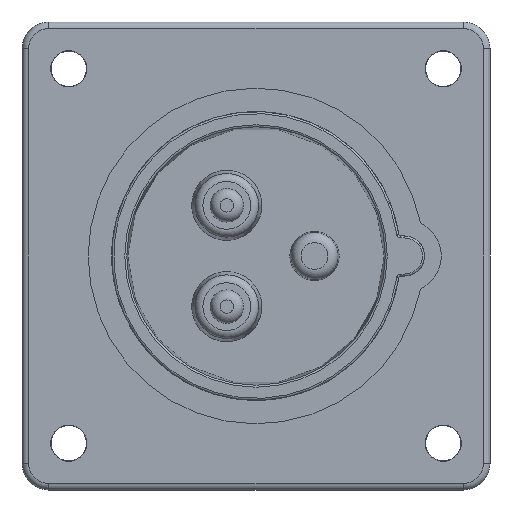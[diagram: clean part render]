
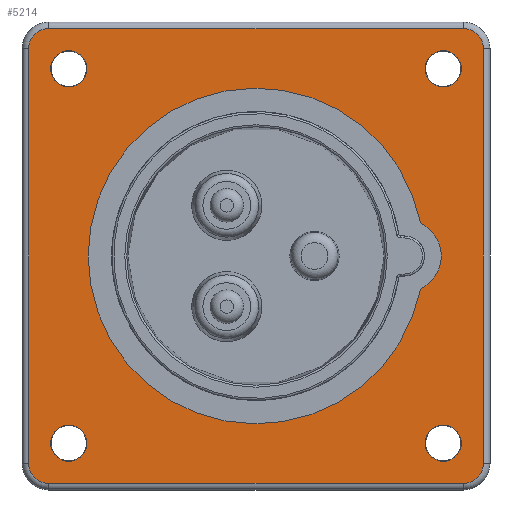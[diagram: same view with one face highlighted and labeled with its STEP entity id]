
A CAD part, front view. The second image highlights one B-rep face of the part: STEP entity #5214.
In plain terms, the highlighted planar face has unit normal (0, -1, 0).
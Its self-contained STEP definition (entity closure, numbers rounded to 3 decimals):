
#28 = ORIENTED_EDGE ( 'NONE', *, *, #17444, .T. ) ;
#387 = EDGE_CURVE ( 'NONE', #7684, #2368, #3655, .T. ) ;
#673 = EDGE_LOOP ( 'NONE', ( #17425 ) ) ;
#811 = CARTESIAN_POINT ( 'NONE',  ( 0., -2.6, 0. ) ) ;
#1028 = CIRCLE ( 'NONE', #19450, 2.71 ) ;
#1170 = CARTESIAN_POINT ( 'NONE',  ( -28., -2.6, -28. ) ) ;
#1498 = CARTESIAN_POINT ( 'NONE',  ( -31., -2.6, -31. ) ) ;
#1962 = EDGE_LOOP ( 'NONE', ( #12285 ) ) ;
#2096 = EDGE_CURVE ( 'NONE', #2494, #2494, #1028, .T. ) ;
#2210 = ORIENTED_EDGE ( 'NONE', *, *, #12863, .T. ) ;
#2314 = DIRECTION ( 'NONE',  ( 1., 0., 0. ) ) ;
#2368 = VERTEX_POINT ( 'NONE', #17377 ) ;
#2494 = VERTEX_POINT ( 'NONE', #3266 ) ;
#2508 = CARTESIAN_POINT ( 'NONE',  ( -31., -2.6, 34. ) ) ;
#2573 = CARTESIAN_POINT ( 'NONE',  ( -31., -2.6, 31. ) ) ;
#2674 = DIRECTION ( 'NONE',  ( 1., 0., 0. ) ) ;
#2839 = ORIENTED_EDGE ( 'NONE', *, *, #387, .F. ) ;
#2845 = DIRECTION ( 'NONE',  ( 0., -1., 0. ) ) ;
#3000 = DIRECTION ( 'NONE',  ( 1., 0., 0. ) ) ;
#3011 = FACE_BOUND ( 'NONE', #18690, .T. ) ;
#3266 = CARTESIAN_POINT ( 'NONE',  ( 30.71, -2.6, 28. ) ) ;
#3313 = CARTESIAN_POINT ( 'NONE',  ( -25.1, -2.6, 34. ) ) ;
#3320 = LINE ( 'NONE', #9894, #13993 ) ;
#3480 = FACE_BOUND ( 'NONE', #673, .T. ) ;
#3481 = CARTESIAN_POINT ( 'NONE',  ( 31., -2.6, 34. ) ) ;
#3655 = CIRCLE ( 'NONE', #13266, 25.1 ) ;
#3955 = AXIS2_PLACEMENT_3D ( 'NONE', #15329, #6255, #16836 ) ;
#4107 = DIRECTION ( 'NONE',  ( 1., 0., 0. ) ) ;
#4422 = AXIS2_PLACEMENT_3D ( 'NONE', #2573, #13187, #4107 ) ;
#4725 = EDGE_CURVE ( 'NONE', #16715, #16715, #11327, .T. ) ;
#4852 = DIRECTION ( 'NONE',  ( -1., 0., 0. ) ) ;
#4903 = CIRCLE ( 'NONE', #13878, 3. ) ;
#4978 = VERTEX_POINT ( 'NONE', #19305 ) ;
#5118 = CARTESIAN_POINT ( 'NONE',  ( 28., -2.6, -28. ) ) ;
#5214 = ADVANCED_FACE ( 'NONE', ( #3011, #15119, #18634, #14643, #7047, #3480 ), #9240, .T. ) ;
#5407 = CARTESIAN_POINT ( 'NONE',  ( 31., -2.6, 31. ) ) ;
#5503 = AXIS2_PLACEMENT_3D ( 'NONE', #5788, #16374, #7303 ) ;
#5788 = CARTESIAN_POINT ( 'NONE',  ( 22.2, -2.6, 0. ) ) ;
#5932 = VECTOR ( 'NONE', #17358, 1000. ) ;
#6255 = DIRECTION ( 'NONE',  ( 0., -1., 0. ) ) ;
#6294 = ORIENTED_EDGE ( 'NONE', *, *, #17096, .F. ) ;
#6301 = VERTEX_POINT ( 'NONE', #6510 ) ;
#6510 = CARTESIAN_POINT ( 'NONE',  ( 30.71, -2.6, -28. ) ) ;
#6610 = VERTEX_POINT ( 'NONE', #16365 ) ;
#6622 = DIRECTION ( 'NONE',  ( 1., 0., 0. ) ) ;
#6630 = CARTESIAN_POINT ( 'NONE',  ( -25.29, -2.6, 28. ) ) ;
#6816 = CIRCLE ( 'NONE', #12707, 2.71 ) ;
#6913 = DIRECTION ( 'NONE',  ( 1., 0., 0. ) ) ;
#7047 = FACE_BOUND ( 'NONE', #1962, .T. ) ;
#7099 = CIRCLE ( 'NONE', #5503, 5.5 ) ;
#7147 = DIRECTION ( 'NONE',  ( 0., -1., 0. ) ) ;
#7237 = ORIENTED_EDGE ( 'NONE', *, *, #9000, .T. ) ;
#7252 = LINE ( 'NONE', #13504, #17420 ) ;
#7303 = DIRECTION ( 'NONE',  ( 1., 0., 0. ) ) ;
#7565 = ORIENTED_EDGE ( 'NONE', *, *, #11950, .T. ) ;
#7684 = VERTEX_POINT ( 'NONE', #8145 ) ;
#7786 = DIRECTION ( 'NONE',  ( 0., -1., 0. ) ) ;
#8145 = CARTESIAN_POINT ( 'NONE',  ( 24.608, -2.6, 4.945 ) ) ;
#8213 = EDGE_LOOP ( 'NONE', ( #8822, #28, #16382, #14294, #7237, #7565, #9379, #2210 ) ) ;
#8260 = AXIS2_PLACEMENT_3D ( 'NONE', #1498, #12090, #3000 ) ;
#8469 = VERTEX_POINT ( 'NONE', #18400 ) ;
#8822 = ORIENTED_EDGE ( 'NONE', *, *, #14522, .T. ) ;
#8855 = AXIS2_PLACEMENT_3D ( 'NONE', #16861, #7786, #18377 ) ;
#8923 = DIRECTION ( 'NONE',  ( 0., 0., -1. ) ) ;
#9000 = EDGE_CURVE ( 'NONE', #16453, #6610, #3320, .T. ) ;
#9118 = CIRCLE ( 'NONE', #14785, 3. ) ;
#9240 = PLANE ( 'NONE',  #8855 ) ;
#9379 = ORIENTED_EDGE ( 'NONE', *, *, #16901, .T. ) ;
#9894 = CARTESIAN_POINT ( 'NONE',  ( -25.1, -2.6, -34. ) ) ;
#9980 = EDGE_LOOP ( 'NONE', ( #16069 ) ) ;
#10372 = EDGE_CURVE ( 'NONE', #6301, #6301, #6816, .T. ) ;
#10568 = VERTEX_POINT ( 'NONE', #2508 ) ;
#10612 = AXIS2_PLACEMENT_3D ( 'NONE', #1170, #11761, #2674 ) ;
#10682 = CIRCLE ( 'NONE', #3955, 2.71 ) ;
#10880 = CIRCLE ( 'NONE', #4422, 3. ) ;
#10883 = VERTEX_POINT ( 'NONE', #3481 ) ;
#11148 = CARTESIAN_POINT ( 'NONE',  ( 34., -2.6, 31. ) ) ;
#11327 = CIRCLE ( 'NONE', #10612, 2.71 ) ;
#11399 = DIRECTION ( 'NONE',  ( 0., -1., 0. ) ) ;
#11761 = DIRECTION ( 'NONE',  ( 0., -1., 0. ) ) ;
#11930 = CARTESIAN_POINT ( 'NONE',  ( 31., -2.6, -31. ) ) ;
#11950 = EDGE_CURVE ( 'NONE', #6610, #8469, #4903, .T. ) ;
#12090 = DIRECTION ( 'NONE',  ( 0., -1., 0. ) ) ;
#12285 = ORIENTED_EDGE ( 'NONE', *, *, #10372, .F. ) ;
#12505 = EDGE_CURVE ( 'NONE', #4978, #16178, #7252, .T. ) ;
#12707 = AXIS2_PLACEMENT_3D ( 'NONE', #5118, #15706, #6622 ) ;
#12863 = EDGE_CURVE ( 'NONE', #18156, #10883, #9118, .T. ) ;
#13187 = DIRECTION ( 'NONE',  ( 0., -1., 0. ) ) ;
#13266 = AXIS2_PLACEMENT_3D ( 'NONE', #811, #11399, #2314 ) ;
#13457 = DIRECTION ( 'NONE',  ( 1., 0., 0. ) ) ;
#13504 = CARTESIAN_POINT ( 'NONE',  ( -34., -2.6, 0. ) ) ;
#13810 = LINE ( 'NONE', #3313, #17835 ) ;
#13878 = AXIS2_PLACEMENT_3D ( 'NONE', #11930, #2845, #13457 ) ;
#13993 = VECTOR ( 'NONE', #15981, 1000. ) ;
#14294 = ORIENTED_EDGE ( 'NONE', *, *, #16444, .T. ) ;
#14522 = EDGE_CURVE ( 'NONE', #10883, #10568, #13810, .T. ) ;
#14643 = FACE_BOUND ( 'NONE', #9980, .T. ) ;
#14785 = AXIS2_PLACEMENT_3D ( 'NONE', #5407, #15975, #6913 ) ;
#15048 = EDGE_LOOP ( 'NONE', ( #15996 ) ) ;
#15119 = FACE_OUTER_BOUND ( 'NONE', #8213, .T. ) ;
#15189 = CIRCLE ( 'NONE', #8260, 3. ) ;
#15329 = CARTESIAN_POINT ( 'NONE',  ( -28., -2.6, 28. ) ) ;
#15460 = CARTESIAN_POINT ( 'NONE',  ( -25.29, -2.6, -28. ) ) ;
#15706 = DIRECTION ( 'NONE',  ( 0., -1., 0. ) ) ;
#15713 = CARTESIAN_POINT ( 'NONE',  ( 34., -2.6, 0. ) ) ;
#15797 = EDGE_CURVE ( 'NONE', #19523, #19523, #10682, .T. ) ;
#15975 = DIRECTION ( 'NONE',  ( 0., -1., 0. ) ) ;
#15981 = DIRECTION ( 'NONE',  ( 1., 0., 0. ) ) ;
#15996 = ORIENTED_EDGE ( 'NONE', *, *, #15797, .F. ) ;
#16069 = ORIENTED_EDGE ( 'NONE', *, *, #2096, .F. ) ;
#16178 = VERTEX_POINT ( 'NONE', #17189 ) ;
#16208 = CARTESIAN_POINT ( 'NONE',  ( 28., -2.6, 28. ) ) ;
#16365 = CARTESIAN_POINT ( 'NONE',  ( 31., -2.6, -34. ) ) ;
#16374 = DIRECTION ( 'NONE',  ( 0., -1., 0. ) ) ;
#16382 = ORIENTED_EDGE ( 'NONE', *, *, #12505, .T. ) ;
#16444 = EDGE_CURVE ( 'NONE', #16178, #16453, #15189, .T. ) ;
#16453 = VERTEX_POINT ( 'NONE', #19603 ) ;
#16715 = VERTEX_POINT ( 'NONE', #15460 ) ;
#16836 = DIRECTION ( 'NONE',  ( 1., 0., 0. ) ) ;
#16861 = CARTESIAN_POINT ( 'NONE',  ( -25.1, -2.6, 0. ) ) ;
#16901 = EDGE_CURVE ( 'NONE', #8469, #18156, #17993, .T. ) ;
#17096 = EDGE_CURVE ( 'NONE', #2368, #7684, #7099, .T. ) ;
#17189 = CARTESIAN_POINT ( 'NONE',  ( -34., -2.6, -31. ) ) ;
#17358 = DIRECTION ( 'NONE',  ( 0., 0., 1. ) ) ;
#17377 = CARTESIAN_POINT ( 'NONE',  ( 24.608, -2.6, -4.945 ) ) ;
#17420 = VECTOR ( 'NONE', #8923, 1000. ) ;
#17425 = ORIENTED_EDGE ( 'NONE', *, *, #4725, .F. ) ;
#17444 = EDGE_CURVE ( 'NONE', #10568, #4978, #10880, .T. ) ;
#17731 = DIRECTION ( 'NONE',  ( 1., 0., 0. ) ) ;
#17835 = VECTOR ( 'NONE', #4852, 1000. ) ;
#17993 = LINE ( 'NONE', #15713, #5932 ) ;
#18156 = VERTEX_POINT ( 'NONE', #11148 ) ;
#18377 = DIRECTION ( 'NONE',  ( 1., 0., 0. ) ) ;
#18400 = CARTESIAN_POINT ( 'NONE',  ( 34., -2.6, -31. ) ) ;
#18634 = FACE_BOUND ( 'NONE', #15048, .T. ) ;
#18690 = EDGE_LOOP ( 'NONE', ( #6294, #2839 ) ) ;
#19305 = CARTESIAN_POINT ( 'NONE',  ( -34., -2.6, 31. ) ) ;
#19450 = AXIS2_PLACEMENT_3D ( 'NONE', #16208, #7147, #17731 ) ;
#19523 = VERTEX_POINT ( 'NONE', #6630 ) ;
#19603 = CARTESIAN_POINT ( 'NONE',  ( -31., -2.6, -34. ) ) ;
